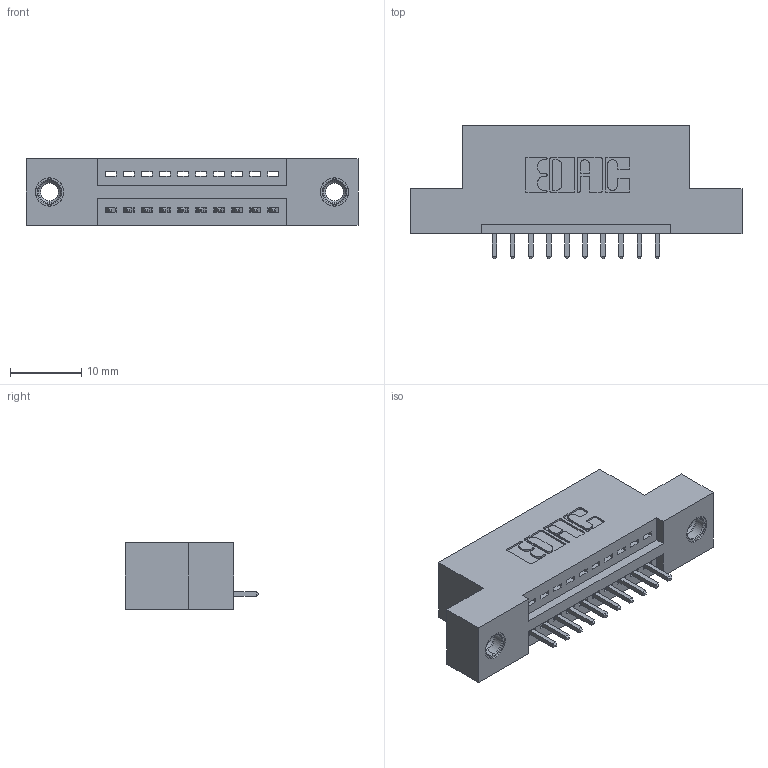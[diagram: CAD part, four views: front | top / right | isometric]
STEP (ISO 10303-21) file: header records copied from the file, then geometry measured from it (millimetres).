
FILE_DESCRIPTION (( 'STEP AP203' ), '1' );
FILE_NAME ('395-010-521-107.STEP', '2018-10-24T03:24:32', ( '' ), ( '' ), 'SwSTEP 2.0', 'SolidWorks 2016', '' );
FILE_SCHEMA (( 'CONFIG_CONTROL_DESIGN' ));
Length unit declared in the file: inch
Products named in the file (4): 345-292-001_345-293-121; 395-010-521-107; 345-250-001_345-250-005-103; 345 Part_Flush Mounting Lugs - 0.156 Dia-TI
Assembly tree (13 placements, depth 2):
  395-010-521-107
    345 Part_Flush Mounting Lugs - 0.156 Dia-TI
    345-292-001_345-293-121  x10
    345-250-001_345-250-005-103  x2
Bounding box: 46.61 x 18.72 x 9.4 mm (x, y, z)
Volume: 4122.9 mm3; surface area: 4965.3 mm2
Topology: 13 solids, 13 shells, 766 faces, 2237 edges, 1470 vertices
Faces by surface type: plane 512, cylinder 238, cone 12, torus 4
Entity records: 13038 total; most frequent: CARTESIAN_POINT 2241, ORIENTED_EDGE 2178, DIRECTION 2031, EDGE_CURVE 1089, LINE 897, VECTOR 897, VERTEX_POINT 720, AXIS2_PLACEMENT_3D 567
